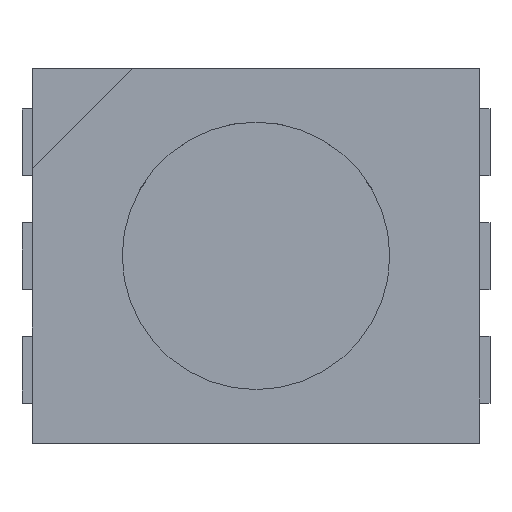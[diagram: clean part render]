
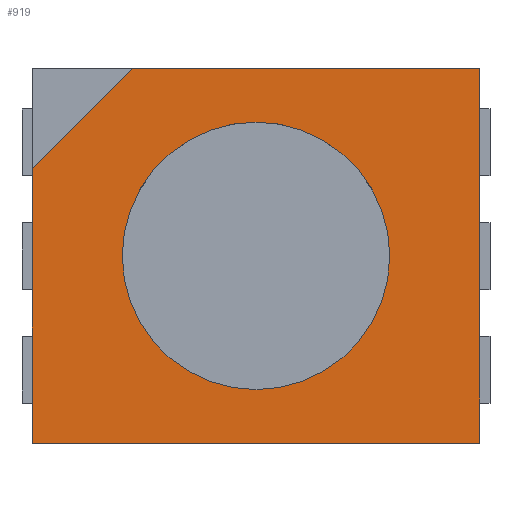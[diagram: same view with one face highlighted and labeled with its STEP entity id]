
A CAD part, top view. The second image highlights one B-rep face of the part: STEP entity #919.
In plain terms, the highlighted planar face has unit normal (0, 0, 1).
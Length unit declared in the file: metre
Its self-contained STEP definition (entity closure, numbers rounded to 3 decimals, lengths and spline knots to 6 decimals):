
#50=CIRCLE('',#1203,0.001);
#120=ORIENTED_EDGE('',*,*,#365,.F.);
#121=ORIENTED_EDGE('',*,*,#364,.F.);
#122=ORIENTED_EDGE('',*,*,#366,.T.);
#123=ORIENTED_EDGE('',*,*,#357,.T.);
#124=ORIENTED_EDGE('',*,*,#367,.T.);
#125=ORIENTED_EDGE('',*,*,#340,.F.);
#340=EDGE_CURVE('',#466,#467,#554,.T.);
#357=EDGE_CURVE('',#479,#478,#571,.T.);
#364=EDGE_CURVE('',#483,#466,#578,.T.);
#365=EDGE_CURVE('',#484,#484,#50,.T.);
#366=EDGE_CURVE('',#483,#479,#579,.T.);
#367=EDGE_CURVE('',#478,#467,#580,.T.);
#466=VERTEX_POINT('',#1535);
#467=VERTEX_POINT('',#1537);
#478=VERTEX_POINT('',#1565);
#479=VERTEX_POINT('',#1567);
#483=VERTEX_POINT('',#1578);
#484=VERTEX_POINT('',#1582);
#554=LINE('',#1536,#680);
#571=LINE('',#1566,#697);
#578=LINE('',#1579,#704);
#579=LINE('',#1583,#705);
#580=LINE('',#1584,#706);
#680=VECTOR('',#1284,1.);
#697=VECTOR('',#1303,1.);
#704=VECTOR('',#1312,1.);
#705=VECTOR('',#1317,1.);
#706=VECTOR('',#1318,1.);
#778=EDGE_LOOP('',(#120));
#779=EDGE_LOOP('',(#121,#122,#123,#124,#125));
#826=FACE_BOUND('',#778,.T.);
#827=FACE_BOUND('',#779,.T.);
#874=PLANE('',#1202);
#919=ADVANCED_FACE('',(#826,#827),#874,.T.);
#1202=AXIS2_PLACEMENT_3D('',#1580,#1313,#1314);
#1203=AXIS2_PLACEMENT_3D('',#1581,#1315,#1316);
#1284=DIRECTION('',(0.,-1.,0.));
#1303=DIRECTION('',(0.,-1.,0.));
#1312=DIRECTION('',(1.,0.,0.));
#1313=DIRECTION('',(0.,0.,1.));
#1314=DIRECTION('',(1.,0.,0.));
#1315=DIRECTION('',(0.,0.,1.));
#1316=DIRECTION('',(1.,0.,0.));
#1317=DIRECTION('',(-0.707,-0.707,0.));
#1318=DIRECTION('',(1.,0.,0.));
#1535=CARTESIAN_POINT('',(0.001675,0.0014,0.0013));
#1536=CARTESIAN_POINT('',(0.001675,0.,0.0013));
#1537=CARTESIAN_POINT('',(0.001675,-0.0014,0.0013));
#1565=CARTESIAN_POINT('',(-0.001675,-0.0014,0.0013));
#1566=CARTESIAN_POINT('',(-0.001675,0.,0.0013));
#1567=CARTESIAN_POINT('',(-0.001675,0.00065,0.0013));
#1578=CARTESIAN_POINT('',(-0.000925,0.0014,0.0013));
#1579=CARTESIAN_POINT('',(0.,0.0014,0.0013));
#1580=CARTESIAN_POINT('',(0.,0.,0.0013));
#1581=CARTESIAN_POINT('',(0.,0.,0.0013));
#1582=CARTESIAN_POINT('',(0.001,0.,0.0013));
#1583=CARTESIAN_POINT('',(-0.0013,0.001025,0.0013));
#1584=CARTESIAN_POINT('',(0.,-0.0014,0.0013));
